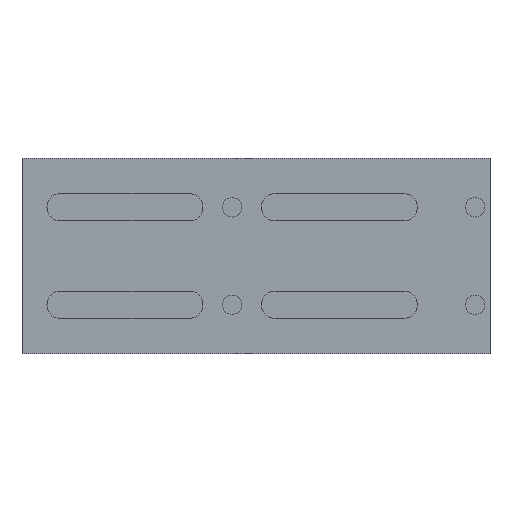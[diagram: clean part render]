
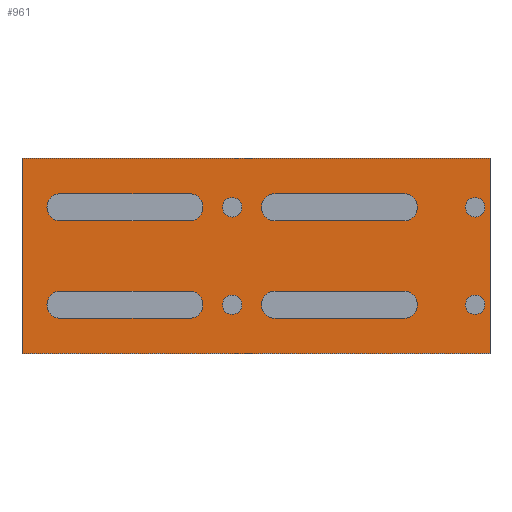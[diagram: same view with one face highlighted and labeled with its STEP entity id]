
A CAD part, front view. The second image highlights one B-rep face of the part: STEP entity #961.
In plain terms, the highlighted planar face has unit normal (0, -1, 0).
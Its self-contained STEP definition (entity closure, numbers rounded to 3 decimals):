
#35=LINE('',#1565,#111);
#38=LINE('',#1571,#114);
#41=LINE('',#1580,#117);
#46=LINE('',#1598,#122);
#49=LINE('',#1605,#125);
#54=LINE('',#1623,#130);
#59=LINE('',#1646,#135);
#62=LINE('',#1652,#138);
#63=LINE('',#1656,#139);
#64=LINE('',#1659,#140);
#65=LINE('',#1661,#141);
#66=LINE('',#1663,#142);
#111=VECTOR('',#1254,1000.);
#114=VECTOR('',#1259,1000.);
#117=VECTOR('',#1268,1000.);
#122=VECTOR('',#1289,1000.);
#125=VECTOR('',#1294,1000.);
#130=VECTOR('',#1315,1000.);
#135=VECTOR('',#1340,1000.);
#138=VECTOR('',#1345,1000.);
#139=VECTOR('',#1352,1000.);
#140=VECTOR('',#1353,1000.);
#141=VECTOR('',#1354,1000.);
#142=VECTOR('',#1355,1000.);
#199=PLANE('',#1144);
#321=ORIENTED_EDGE('',*,*,#477,.F.);
#322=ORIENTED_EDGE('',*,*,#479,.F.);
#323=ORIENTED_EDGE('',*,*,#481,.F.);
#324=ORIENTED_EDGE('',*,*,#514,.F.);
#325=ORIENTED_EDGE('',*,*,#509,.F.);
#326=ORIENTED_EDGE('',*,*,#517,.F.);
#327=ORIENTED_EDGE('',*,*,#518,.F.);
#328=ORIENTED_EDGE('',*,*,#519,.F.);
#329=ORIENTED_EDGE('',*,*,#528,.F.);
#330=ORIENTED_EDGE('',*,*,#523,.F.);
#331=ORIENTED_EDGE('',*,*,#531,.F.);
#332=ORIENTED_EDGE('',*,*,#532,.F.);
#333=ORIENTED_EDGE('',*,*,#533,.F.);
#334=ORIENTED_EDGE('',*,*,#534,.F.);
#335=ORIENTED_EDGE('',*,*,#535,.F.);
#336=ORIENTED_EDGE('',*,*,#536,.F.);
#337=ORIENTED_EDGE('',*,*,#497,.T.);
#338=ORIENTED_EDGE('',*,*,#505,.T.);
#339=ORIENTED_EDGE('',*,*,#506,.T.);
#340=ORIENTED_EDGE('',*,*,#502,.T.);
#341=ORIENTED_EDGE('',*,*,#485,.T.);
#342=ORIENTED_EDGE('',*,*,#493,.T.);
#343=ORIENTED_EDGE('',*,*,#494,.T.);
#344=ORIENTED_EDGE('',*,*,#490,.T.);
#477=EDGE_CURVE('',#601,#601,#689,.F.);
#479=EDGE_CURVE('',#603,#603,#691,.F.);
#481=EDGE_CURVE('',#605,#605,#693,.F.);
#485=EDGE_CURVE('',#610,#609,#696,.T.);
#490=EDGE_CURVE('',#613,#610,#35,.T.);
#493=EDGE_CURVE('',#609,#614,#38,.T.);
#494=EDGE_CURVE('',#614,#613,#698,.T.);
#497=EDGE_CURVE('',#618,#617,#41,.T.);
#502=EDGE_CURVE('',#621,#618,#701,.T.);
#505=EDGE_CURVE('',#617,#622,#702,.T.);
#506=EDGE_CURVE('',#622,#621,#46,.T.);
#509=EDGE_CURVE('',#625,#626,#49,.T.);
#514=EDGE_CURVE('',#626,#629,#705,.F.);
#517=EDGE_CURVE('',#630,#625,#706,.F.);
#518=EDGE_CURVE('',#629,#630,#54,.T.);
#519=EDGE_CURVE('',#631,#631,#707,.F.);
#523=EDGE_CURVE('',#635,#636,#710,.F.);
#528=EDGE_CURVE('',#636,#639,#59,.T.);
#531=EDGE_CURVE('',#640,#635,#62,.T.);
#532=EDGE_CURVE('',#639,#640,#712,.F.);
#533=EDGE_CURVE('',#641,#642,#63,.T.);
#534=EDGE_CURVE('',#643,#641,#64,.T.);
#535=EDGE_CURVE('',#644,#643,#65,.T.);
#536=EDGE_CURVE('',#642,#644,#66,.T.);
#601=VERTEX_POINT('',#1533);
#603=VERTEX_POINT('',#1539);
#605=VERTEX_POINT('',#1545);
#609=VERTEX_POINT('',#1554);
#610=VERTEX_POINT('',#1556);
#613=VERTEX_POINT('',#1566);
#614=VERTEX_POINT('',#1570);
#617=VERTEX_POINT('',#1579);
#618=VERTEX_POINT('',#1581);
#621=VERTEX_POINT('',#1591);
#622=VERTEX_POINT('',#1595);
#625=VERTEX_POINT('',#1604);
#626=VERTEX_POINT('',#1606);
#629=VERTEX_POINT('',#1616);
#630=VERTEX_POINT('',#1620);
#631=VERTEX_POINT('',#1626);
#635=VERTEX_POINT('',#1635);
#636=VERTEX_POINT('',#1637);
#639=VERTEX_POINT('',#1647);
#640=VERTEX_POINT('',#1651);
#641=VERTEX_POINT('',#1657);
#642=VERTEX_POINT('',#1658);
#643=VERTEX_POINT('',#1660);
#644=VERTEX_POINT('',#1662);
#689=CIRCLE('',#1093,0.125);
#691=CIRCLE('',#1097,0.125);
#693=CIRCLE('',#1101,0.125);
#696=CIRCLE('',#1106,0.175);
#698=CIRCLE('',#1112,0.175);
#701=CIRCLE('',#1118,0.175);
#702=CIRCLE('',#1120,0.175);
#705=CIRCLE('',#1127,0.175);
#706=CIRCLE('',#1129,0.175);
#707=CIRCLE('',#1132,0.125);
#710=CIRCLE('',#1137,0.175);
#712=CIRCLE('',#1143,0.175);
#769=EDGE_LOOP('',(#321));
#770=EDGE_LOOP('',(#322));
#771=EDGE_LOOP('',(#323));
#772=EDGE_LOOP('',(#324,#325,#326,#327));
#773=EDGE_LOOP('',(#328));
#774=EDGE_LOOP('',(#329,#330,#331,#332));
#775=EDGE_LOOP('',(#333,#334,#335,#336));
#776=EDGE_LOOP('',(#337,#338,#339,#340));
#777=EDGE_LOOP('',(#341,#342,#343,#344));
#855=FACE_BOUND('',#769,.T.);
#856=FACE_BOUND('',#770,.T.);
#857=FACE_BOUND('',#771,.T.);
#858=FACE_BOUND('',#772,.T.);
#859=FACE_BOUND('',#773,.T.);
#860=FACE_BOUND('',#774,.T.);
#861=FACE_BOUND('',#775,.T.);
#862=FACE_BOUND('',#776,.T.);
#863=FACE_BOUND('',#777,.T.);
#961=ADVANCED_FACE('',(#855,#856,#857,#858,#859,#860,#861,#862,#863),#199,
 .F.);
#1093=AXIS2_PLACEMENT_3D('',#1532,#1216,#1217);
#1097=AXIS2_PLACEMENT_3D('',#1538,#1224,#1225);
#1101=AXIS2_PLACEMENT_3D('',#1544,#1232,#1233);
#1106=AXIS2_PLACEMENT_3D('',#1555,#1243,#1244);
#1112=AXIS2_PLACEMENT_3D('',#1573,#1262,#1263);
#1118=AXIS2_PLACEMENT_3D('',#1590,#1279,#1280);
#1120=AXIS2_PLACEMENT_3D('',#1596,#1285,#1286);
#1127=AXIS2_PLACEMENT_3D('',#1615,#1305,#1306);
#1129=AXIS2_PLACEMENT_3D('',#1621,#1311,#1312);
#1132=AXIS2_PLACEMENT_3D('',#1625,#1318,#1319);
#1137=AXIS2_PLACEMENT_3D('',#1636,#1329,#1330);
#1143=AXIS2_PLACEMENT_3D('',#1654,#1348,#1349);
#1144=AXIS2_PLACEMENT_3D('',#1655,#1350,#1351);
#1216=DIRECTION('',(0.,1.,0.));
#1217=DIRECTION('',(0.,0.,1.));
#1224=DIRECTION('',(0.,1.,0.));
#1225=DIRECTION('',(0.,0.,1.));
#1232=DIRECTION('',(0.,1.,0.));
#1233=DIRECTION('',(0.,0.,1.));
#1243=DIRECTION('',(0.,1.,0.));
#1244=DIRECTION('',(0.,0.,1.));
#1254=DIRECTION('',(1.,0.,0.));
#1259=DIRECTION('',(-1.,0.,0.));
#1262=DIRECTION('',(0.,1.,0.));
#1263=DIRECTION('',(0.,0.,1.));
#1268=DIRECTION('',(-1.,0.,0.));
#1279=DIRECTION('',(0.,1.,0.));
#1280=DIRECTION('',(0.,0.,1.));
#1285=DIRECTION('',(0.,1.,0.));
#1286=DIRECTION('',(0.,0.,1.));
#1289=DIRECTION('',(1.,0.,0.));
#1294=DIRECTION('',(-1.,0.,0.));
#1305=DIRECTION('',(0.,1.,0.));
#1306=DIRECTION('',(0.,0.,1.));
#1311=DIRECTION('',(0.,1.,0.));
#1312=DIRECTION('',(0.,0.,1.));
#1315=DIRECTION('',(1.,0.,0.));
#1318=DIRECTION('',(0.,1.,0.));
#1319=DIRECTION('',(0.,0.,1.));
#1329=DIRECTION('',(0.,1.,0.));
#1330=DIRECTION('',(0.,0.,1.));
#1340=DIRECTION('',(1.,0.,0.));
#1345=DIRECTION('',(-1.,0.,0.));
#1348=DIRECTION('',(0.,1.,0.));
#1349=DIRECTION('',(0.,0.,1.));
#1350=DIRECTION('',(0.,1.,0.));
#1351=DIRECTION('',(0.,0.,1.));
#1352=DIRECTION('',(0.,0.,-1.));
#1353=DIRECTION('',(1.,0.,0.));
#1354=DIRECTION('',(0.,0.,1.));
#1355=DIRECTION('',(-1.,0.,0.));
#1532=CARTESIAN_POINT('',(2.81,0.,0.625));
#1533=CARTESIAN_POINT('',(2.81,0.,0.75));
#1538=CARTESIAN_POINT('',(2.81,0.,-0.625));
#1539=CARTESIAN_POINT('',(2.81,0.,-0.5));
#1544=CARTESIAN_POINT('',(-0.305,0.,-0.625));
#1545=CARTESIAN_POINT('',(-0.305,0.,-0.5));
#1554=CARTESIAN_POINT('',(-0.855,0.,-0.8));
#1555=CARTESIAN_POINT('',(-0.855,0.,-0.625));
#1556=CARTESIAN_POINT('',(-0.855,0.,-0.45));
#1565=CARTESIAN_POINT('',(0.,0.,-0.45));
#1566=CARTESIAN_POINT('',(-2.505,0.,-0.45));
#1570=CARTESIAN_POINT('',(-2.505,0.,-0.8));
#1571=CARTESIAN_POINT('',(0.,0.,-0.8));
#1573=CARTESIAN_POINT('',(-2.505,0.,-0.625));
#1579=CARTESIAN_POINT('',(0.245,0.,0.45));
#1580=CARTESIAN_POINT('',(0.,0.,0.45));
#1581=CARTESIAN_POINT('',(1.895,0.,0.45));
#1590=CARTESIAN_POINT('',(1.895,0.,0.625));
#1591=CARTESIAN_POINT('',(1.895,0.,0.8));
#1595=CARTESIAN_POINT('',(0.245,0.,0.8));
#1596=CARTESIAN_POINT('',(0.245,0.,0.625));
#1598=CARTESIAN_POINT('',(0.,0.,0.8));
#1604=CARTESIAN_POINT('',(-0.855,0.,0.8));
#1605=CARTESIAN_POINT('',(0.,0.,0.8));
#1606=CARTESIAN_POINT('',(-2.505,0.,0.8));
#1615=CARTESIAN_POINT('',(-2.505,0.,0.625));
#1616=CARTESIAN_POINT('',(-2.505,0.,0.45));
#1620=CARTESIAN_POINT('',(-0.855,0.,0.45));
#1621=CARTESIAN_POINT('',(-0.855,0.,0.625));
#1623=CARTESIAN_POINT('',(0.,0.,0.45));
#1625=CARTESIAN_POINT('',(-0.305,0.,0.625));
#1626=CARTESIAN_POINT('',(-0.305,0.,0.75));
#1635=CARTESIAN_POINT('',(0.245,0.,-0.45));
#1636=CARTESIAN_POINT('',(0.245,0.,-0.625));
#1637=CARTESIAN_POINT('',(0.245,0.,-0.8));
#1646=CARTESIAN_POINT('',(0.,0.,-0.8));
#1647=CARTESIAN_POINT('',(1.895,0.,-0.8));
#1651=CARTESIAN_POINT('',(1.895,0.,-0.45));
#1652=CARTESIAN_POINT('',(0.,0.,-0.45));
#1654=CARTESIAN_POINT('',(1.895,0.,-0.625));
#1655=CARTESIAN_POINT('',(0.,0.,0.));
#1656=CARTESIAN_POINT('',(3.,0.,1.25));
#1657=CARTESIAN_POINT('',(3.,0.,1.25));
#1658=CARTESIAN_POINT('',(3.,0.,-1.25));
#1659=CARTESIAN_POINT('',(-3.,0.,1.25));
#1660=CARTESIAN_POINT('',(-3.,0.,1.25));
#1661=CARTESIAN_POINT('',(-3.,0.,-1.25));
#1662=CARTESIAN_POINT('',(-3.,0.,-1.25));
#1663=CARTESIAN_POINT('',(3.,0.,-1.25));
